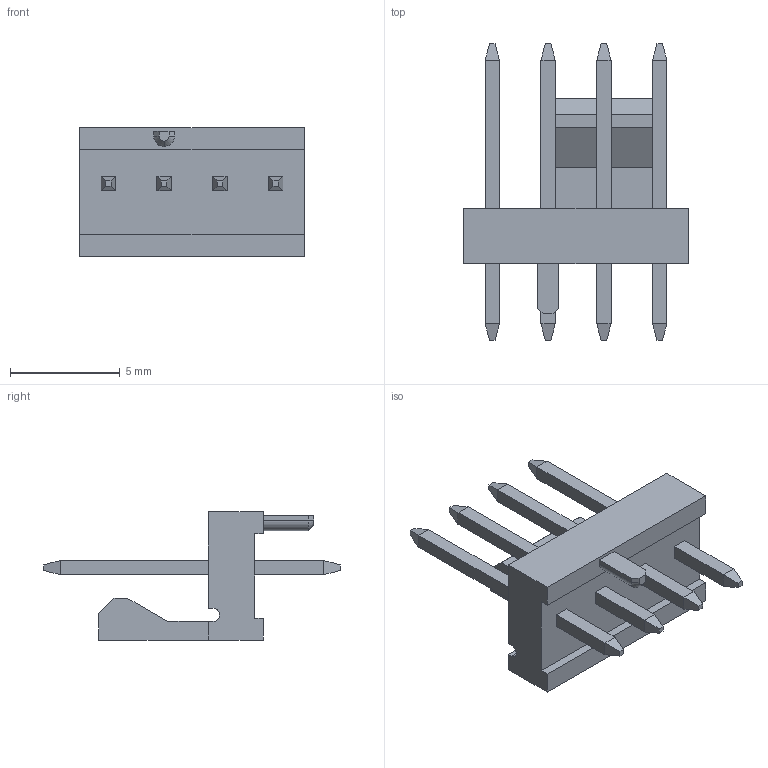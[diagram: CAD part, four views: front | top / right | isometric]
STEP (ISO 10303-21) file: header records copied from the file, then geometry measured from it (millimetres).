
FILE_DESCRIPTION(('STEP AP242'),'1');
FILE_NAME('0470531000.stp','2024-10-31T07:13:56',('TraceParts'),('TraceParts S.A.'),'Spatial InterOp 3D',' ',' ');
FILE_SCHEMA(('AP242_MANAGED_MODEL_BASED_3D_ENGINEERING_MIM_LF {1 0 10303 442 1 1 4}'));
Length unit declared in the file: millimetre
Products named in the file (1): 0470531000_1
Bounding box: 10.2 x 13.5 x 5.84 mm (x, y, z)
Volume: 182.2 mm3; surface area: 397.2 mm2
Topology: 1 solids, 1 shells, 102 faces, 249 edges, 168 vertices
Faces by surface type: plane 98, cone 2, cylinder 2
Entity records: 2920 total; most frequent: CARTESIAN_POINT 501, ORIENTED_EDGE 478, DIRECTION 474, EDGE_CURVE 239, LINE 232, VECTOR 232, VERTEX_POINT 148, AXIS2_PLACEMENT_3D 121
